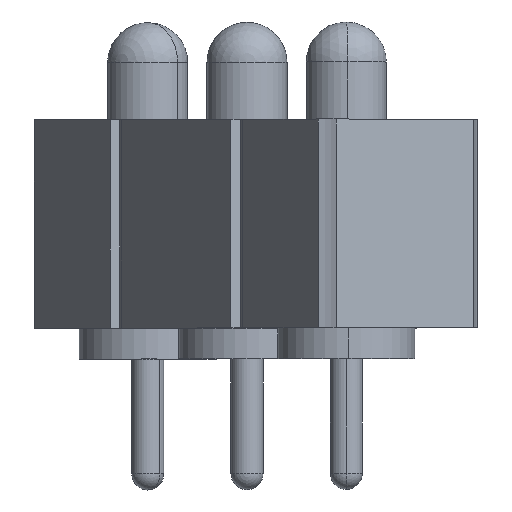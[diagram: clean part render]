
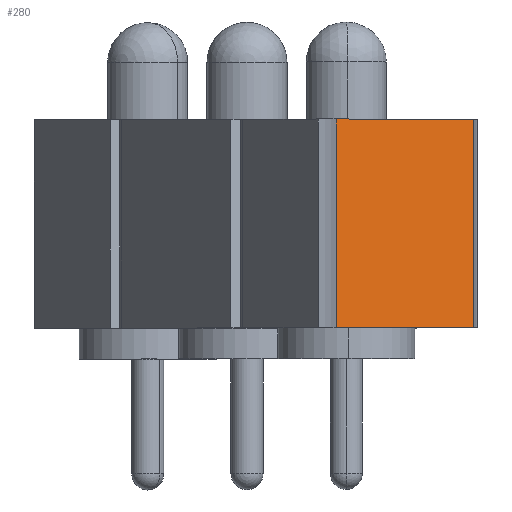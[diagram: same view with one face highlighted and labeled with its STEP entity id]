
A CAD part, top view. The second image highlights one B-rep face of the part: STEP entity #280.
In plain terms, the highlighted face is planar.
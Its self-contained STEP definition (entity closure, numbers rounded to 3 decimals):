
#72 = CARTESIAN_POINT ( 'NONE',  ( 7.62, 0., 0.174 ) ) ;
#93 = ORIENTED_EDGE ( 'NONE', *, *, #282, .F. ) ;
#94 = DIRECTION ( 'NONE',  ( 0., 1., 0. ) ) ;
#110 = DIRECTION ( 'NONE',  ( 1., 0., 0. ) ) ;
#197 = VECTOR ( 'NONE', #94, 1000. ) ;
#203 = VERTEX_POINT ( 'NONE', #72 ) ;
#208 = DIRECTION ( 'NONE',  ( 0., 1., 0. ) ) ;
#222 = CARTESIAN_POINT ( 'NONE',  ( 7.62, -4.77, 2.326 ) ) ;
#280 = ADVANCED_FACE ( 'NONE', ( #1179 ), #559, .T. ) ;
#282 = EDGE_CURVE ( 'NONE', #1442, #786, #308, .T. ) ;
#308 = LINE ( 'NONE', #222, #1499 ) ;
#309 = EDGE_CURVE ( 'NONE', #1358, #203, #950, .T. ) ;
#377 = ORIENTED_EDGE ( 'NONE', *, *, #513, .F. ) ;
#389 = CARTESIAN_POINT ( 'NONE',  ( 7.62, -2.79, 2.326 ) ) ;
#400 = LINE ( 'NONE', #1369, #678 ) ;
#438 = CARTESIAN_POINT ( 'NONE',  ( 7.62, -4.77, 0.174 ) ) ;
#487 = VECTOR ( 'NONE', #615, 1000. ) ;
#513 = EDGE_CURVE ( 'NONE', #786, #203, #737, .T. ) ;
#559 = PLANE ( 'NONE',  #1310 ) ;
#567 = ORIENTED_EDGE ( 'NONE', *, *, #309, .T. ) ;
#615 = DIRECTION ( 'NONE',  ( 0., 0., -1. ) ) ;
#626 = CARTESIAN_POINT ( 'NONE',  ( 7.62, 0., 1.25 ) ) ;
#678 = VECTOR ( 'NONE', #1250, 1000. ) ;
#713 = CARTESIAN_POINT ( 'NONE',  ( 7.62, -2.79, 0.174 ) ) ;
#737 = LINE ( 'NONE', #626, #487 ) ;
#773 = CARTESIAN_POINT ( 'NONE',  ( 7.62, 0., 1.25 ) ) ;
#786 = VERTEX_POINT ( 'NONE', #1183 ) ;
#811 = ORIENTED_EDGE ( 'NONE', *, *, #996, .T. ) ;
#950 = LINE ( 'NONE', #438, #197 ) ;
#996 = EDGE_CURVE ( 'NONE', #1442, #1358, #400, .T. ) ;
#1011 = DIRECTION ( 'NONE',  ( 0., 1., 0. ) ) ;
#1179 = FACE_OUTER_BOUND ( 'NONE', #1206, .T. ) ;
#1183 = CARTESIAN_POINT ( 'NONE',  ( 7.62, 0., 2.326 ) ) ;
#1206 = EDGE_LOOP ( 'NONE', ( #811, #567, #377, #93 ) ) ;
#1250 = DIRECTION ( 'NONE',  ( 0., 0., -1. ) ) ;
#1310 = AXIS2_PLACEMENT_3D ( 'NONE', #773, #110, #208 ) ;
#1358 = VERTEX_POINT ( 'NONE', #713 ) ;
#1369 = CARTESIAN_POINT ( 'NONE',  ( 7.62, -2.79, 1.25 ) ) ;
#1442 = VERTEX_POINT ( 'NONE', #389 ) ;
#1499 = VECTOR ( 'NONE', #1011, 1000. ) ;
